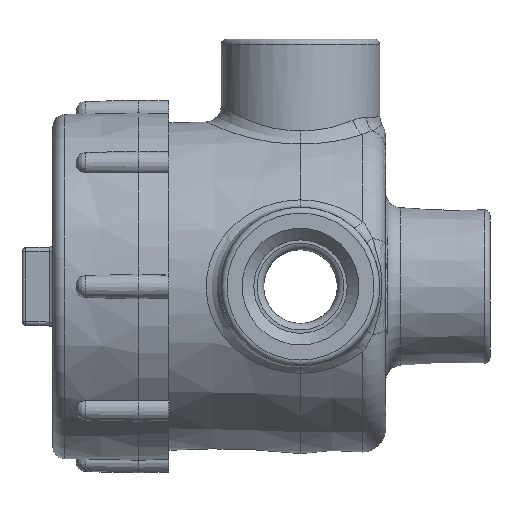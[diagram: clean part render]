
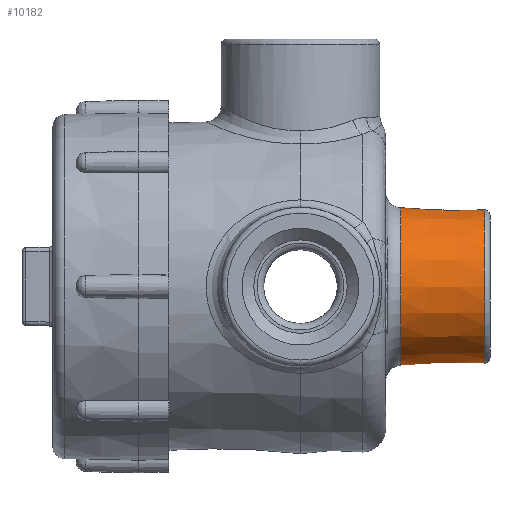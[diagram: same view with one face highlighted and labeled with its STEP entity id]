
A CAD part, left-side view. The second image highlights one B-rep face of the part: STEP entity #10182.
In plain terms, the highlighted conical face has half-angle 1.5 degrees and reference radius 16.272 mm.
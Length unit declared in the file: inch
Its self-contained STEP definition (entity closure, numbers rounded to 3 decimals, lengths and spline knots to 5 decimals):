
#639=CONICAL_SURFACE('',#11093,0.64063,0.026);
#1159=LINE('',#23647,#1974);
#1974=VECTOR('',#12964,0.64063);
#2744=FACE_OUTER_BOUND('',#3409,.T.);
#3409=EDGE_LOOP('',(#8406,#8407,#8408,#8409,#8410));
#3982=CIRCLE('',#11094,0.63744);
#3983=CIRCLE('',#11095,0.61973);
#3984=CIRCLE('',#11096,0.61973);
#4741=VERTEX_POINT('',#23644);
#4742=VERTEX_POINT('',#23646);
#4743=VERTEX_POINT('',#23648);
#6042=EDGE_CURVE('',#4741,#4741,#3982,.T.);
#6043=EDGE_CURVE('',#4741,#4742,#1159,.T.);
#6044=EDGE_CURVE('',#4742,#4743,#3983,.T.);
#6045=EDGE_CURVE('',#4743,#4742,#3984,.T.);
#8406=ORIENTED_EDGE('',*,*,#6042,.T.);
#8407=ORIENTED_EDGE('',*,*,#6043,.T.);
#8408=ORIENTED_EDGE('',*,*,#6044,.T.);
#8409=ORIENTED_EDGE('',*,*,#6045,.T.);
#8410=ORIENTED_EDGE('',*,*,#6043,.F.);
#10182=ADVANCED_FACE('',(#2744),#639,.T.);
#11093=AXIS2_PLACEMENT_3D('',#23643,#12960,#12961);
#11094=AXIS2_PLACEMENT_3D('',#23645,#12962,#12963);
#11095=AXIS2_PLACEMENT_3D('',#23649,#12965,#12966);
#11096=AXIS2_PLACEMENT_3D('',#23650,#12967,#12968);
#12960=DIRECTION('center_axis',(0.,1.,0.));
#12961=DIRECTION('ref_axis',(0.,0.,-1.));
#12962=DIRECTION('center_axis',(0.,-1.,0.));
#12963=DIRECTION('ref_axis',(0.,0.,1.));
#12964=DIRECTION('',(0.,-1.,-0.026));
#12965=DIRECTION('center_axis',(0.,1.,0.));
#12966=DIRECTION('ref_axis',(0.,0.,-1.));
#12967=DIRECTION('center_axis',(0.,1.,0.));
#12968=DIRECTION('ref_axis',(0.,0.,-1.));
#23643=CARTESIAN_POINT('Origin',(0.,0.,0.));
#23644=CARTESIAN_POINT('',(0.,-0.12173,0.63744));
#23645=CARTESIAN_POINT('Origin',(0.,-0.12173,0.));
#23646=CARTESIAN_POINT('',(0.,-0.79798,0.61973));
#23647=CARTESIAN_POINT('',(0.,0.,0.64063));
#23648=CARTESIAN_POINT('',(0.,-0.79798,-0.61973));
#23649=CARTESIAN_POINT('Origin',(0.,-0.79798,0.));
#23650=CARTESIAN_POINT('Origin',(0.,-0.79798,0.));
